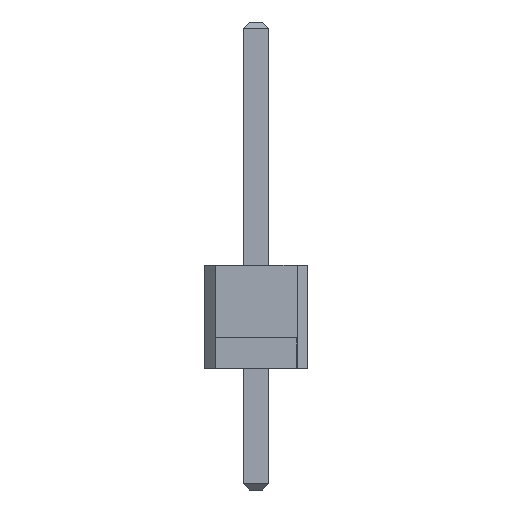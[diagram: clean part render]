
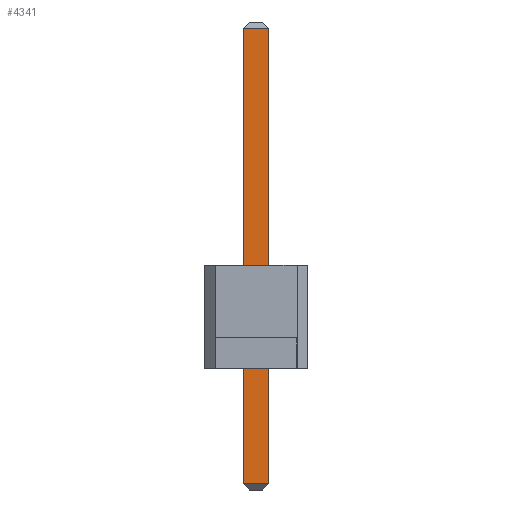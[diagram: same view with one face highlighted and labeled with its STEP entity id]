
A CAD part, front view. The second image highlights one B-rep face of the part: STEP entity #4341.
In plain terms, the highlighted planar face has unit normal (0, -1, 0).
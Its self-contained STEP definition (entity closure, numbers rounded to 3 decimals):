
#101=FACE_OUTER_BOUND('',#368,.T.);
#368=EDGE_LOOP('',(#2977,#2978,#2979,#2980));
#677=LINE('',#6123,#1285);
#684=LINE('',#6136,#1292);
#693=LINE('',#6154,#1301);
#696=LINE('',#6159,#1304);
#1285=VECTOR('',#4968,10.);
#1292=VECTOR('',#4981,10.);
#1301=VECTOR('',#4998,10.);
#1304=VECTOR('',#5005,10.);
#1870=VERTEX_POINT('',#6106);
#1875=VERTEX_POINT('',#6117);
#1879=VERTEX_POINT('',#6135);
#1884=VERTEX_POINT('',#6149);
#2277=EDGE_CURVE('',#1870,#1875,#677,.T.);
#2284=EDGE_CURVE('',#1879,#1875,#684,.T.);
#2293=EDGE_CURVE('',#1879,#1884,#693,.T.);
#2296=EDGE_CURVE('',#1870,#1884,#696,.T.);
#2977=ORIENTED_EDGE('',*,*,#2277,.F.);
#2978=ORIENTED_EDGE('',*,*,#2296,.T.);
#2979=ORIENTED_EDGE('',*,*,#2293,.F.);
#2980=ORIENTED_EDGE('',*,*,#2284,.T.);
#4077=PLANE('',#4634);
#4341=ADVANCED_FACE('',(#101),#4077,.T.);
#4634=AXIS2_PLACEMENT_3D('',#6161,#5008,#5009);
#4968=DIRECTION('',(-1.,0.,0.));
#4981=DIRECTION('',(0.,0.,-1.));
#4998=DIRECTION('',(1.,0.,0.));
#5005=DIRECTION('',(0.,0.,1.));
#5008=DIRECTION('center_axis',(0.,-1.,0.));
#5009=DIRECTION('ref_axis',(0.,0.,-1.));
#6106=CARTESIAN_POINT('',(0.32,-9.21,-2.85));
#6117=CARTESIAN_POINT('',(-0.32,-9.21,-2.85));
#6123=CARTESIAN_POINT('',(0.16,-9.21,-2.85));
#6135=CARTESIAN_POINT('',(-0.32,-9.21,8.39));
#6136=CARTESIAN_POINT('',(-0.32,-9.21,-3.));
#6149=CARTESIAN_POINT('',(0.32,-9.21,8.39));
#6154=CARTESIAN_POINT('',(-0.16,-9.21,8.39));
#6159=CARTESIAN_POINT('',(0.32,-9.21,8.54));
#6161=CARTESIAN_POINT('Origin',(0.,-9.21,2.77));
